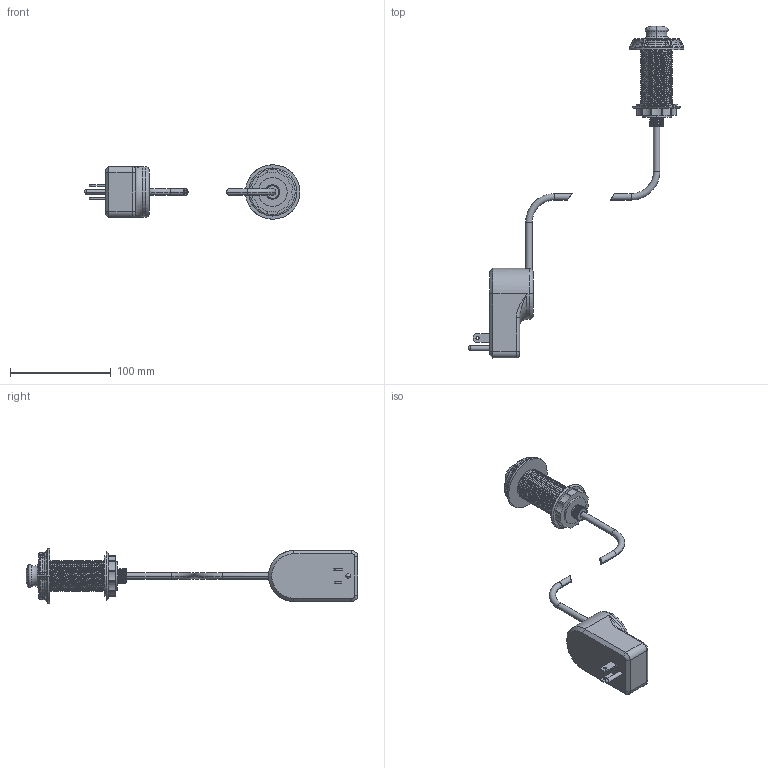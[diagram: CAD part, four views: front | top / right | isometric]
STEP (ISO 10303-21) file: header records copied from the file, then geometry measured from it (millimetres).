
FILE_DESCRIPTION((''),'2;1');
FILE_NAME('3210-5811','2021-10-05T11:20:25',('rsmith'),(''),'CREO PARAMETRIC BY PTC INC, 2018400','CREO PARAMETRIC BY PTC INC, 2018400','');
FILE_SCHEMA(('AUTOMOTIVE_DESIGN { 1 0 10303 214 1 1 1 1 }'));
Products named in the file (1): 3210-5811
Bounding box: 214.26 x 329.79 x 53.98 mm (x, y, z)
Volume: 235571.9 mm3; surface area: 44969.5 mm2
Topology: 3 solids, 3 shells, 626 faces, 1584 edges, 992 vertices
Faces by surface type: plane 259, cylinder 155, bspline 145, torus 49, cone 14, sphere 4
Entity records: 50521 total; most frequent: CARTESIAN_POINT 25299, ORIENTED_EDGE 3160, DIRECTION 2500, PRESENTATION_STYLE_ASSIGNMENT 2193, STYLED_ITEM 1583, CURVE_STYLE 1580, EDGE_CURVE 1580, FILL_AREA_STYLE_COLOUR 1020
